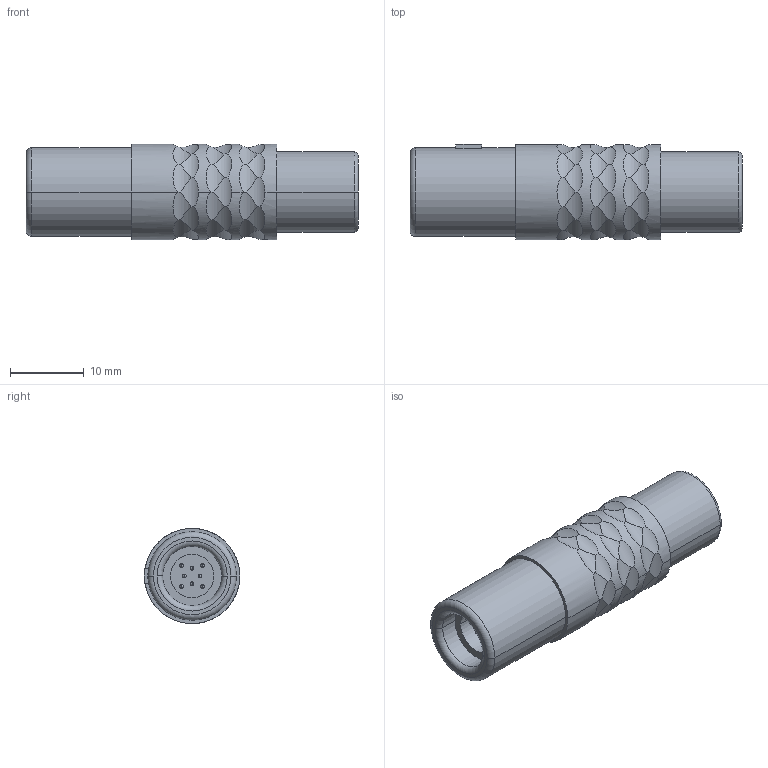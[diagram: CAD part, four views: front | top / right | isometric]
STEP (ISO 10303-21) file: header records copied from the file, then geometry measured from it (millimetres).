
FILE_DESCRIPTION((''),'2;1');
FILE_NAME('S11K0C-PD8M','2020-08-20T13:00:38',('RTrager'),(''),'CREO PARAMETRIC BY PTC INC, 2018300','CREO PARAMETRIC BY PTC INC, 2018300','');
FILE_SCHEMA(('AP242_MANAGED_MODEL_BASED_3D_ENGINEERING_MIM_LF { 1 0 10303 442 1 1 4 }'));
Length unit declared in the file: millimetre
Products named in the file (1): S11K0C-PD8M
Bounding box: 45 x 12.94 x 12.9 mm (x, y, z)
Volume: 4136.6 mm3; surface area: 2791.7 mm2
Topology: 1 solids, 1 shells, 400 faces, 1084 edges, 704 vertices
Faces by surface type: cylinder 153, extrusion 130, plane 83, torus 18, sphere 16
Entity records: 19570 total; most frequent: CARTESIAN_POINT 4835, ORIENTED_EDGE 2136, DIRECTION 1450, PRESENTATION_STYLE_ASSIGNMENT 1296, STYLED_ITEM 1168, CURVE_STYLE 1068, EDGE_CURVE 1068, VERTEX_POINT 704
